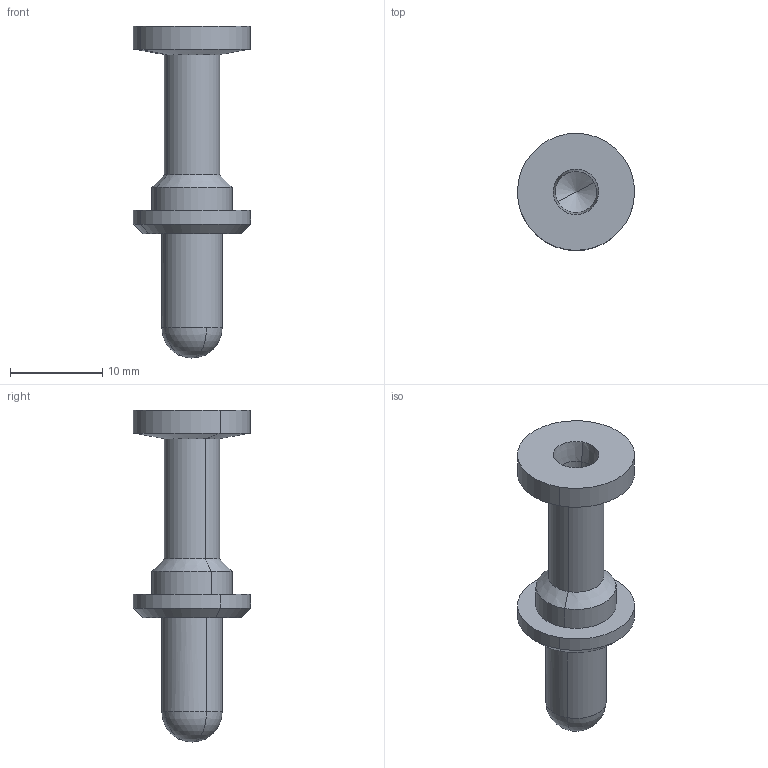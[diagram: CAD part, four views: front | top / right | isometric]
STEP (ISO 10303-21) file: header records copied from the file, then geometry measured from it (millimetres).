
FILE_DESCRIPTION(('CATIA V5 STEP Exchange','CAx-IF Rec.Pracs.--- Model Styling and Organization---1.5--- 2016-08-15','CAx-IF Rec.Pracs.---Supplemental Geometry---1.0---2011-11-01','CAx-IF Rec.Pracs.--- Composite Materials ---1.1---2010-07-15'),'2;1');
FILE_NAME ('13284373_2', '2024-09-03T09:04:33+00:00', ('none'), ('Weidmueller'), 'CATIA Version 5-6 Release 2022 SP4 HF5', 'CATIA V5 STEP AP214 v3', 'none');
FILE_SCHEMA(('AUTOMOTIVE_DESIGN { 1 0 10303 214 1 1 1 1 }'));
Length unit declared in the file: millimetre
Products named in the file (1): 1435750000
Bounding box: 12.7 x 12.7 x 36 mm (x, y, z)
Volume: 1369.5 mm3; surface area: 1439.5 mm2
Topology: 1 solids, 1 shells, 29 faces, 62 edges, 32 vertices
Faces by surface type: cylinder 12, cone 10, sphere 4, plane 3
Entity records: 657 total; most frequent: ORIENTED_EDGE 112, CARTESIAN_POINT 109, DIRECTION 85, EDGE_CURVE 56, AXIS2_PLACEMENT_3D 49, CIRCLE 33, EDGE_LOOP 32, VERTEX_POINT 32
